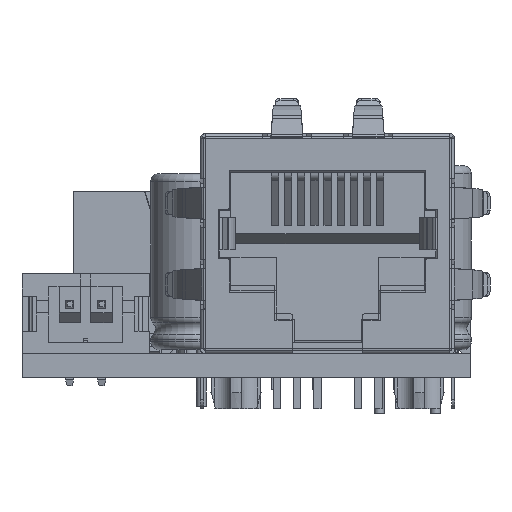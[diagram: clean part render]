
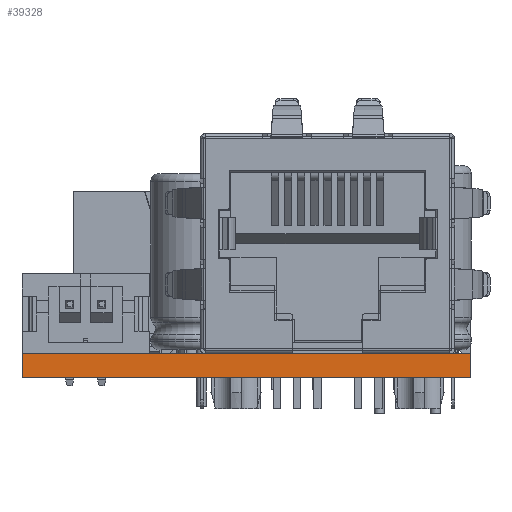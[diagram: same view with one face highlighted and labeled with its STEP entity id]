
A CAD part, front view. The second image highlights one B-rep face of the part: STEP entity #39328.
In plain terms, the highlighted planar face has unit normal (0, -1, 0).
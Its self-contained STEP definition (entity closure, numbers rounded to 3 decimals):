
#1328=PLANE('',#42114);
#2945=FACE_OUTER_BOUND('',#5147,.T.);
#5147=EDGE_LOOP('',(#27352,#27353,#27354,#27355));
#7476=LINE('',#55999,#12173);
#7489=LINE('',#56025,#12186);
#7490=LINE('',#56028,#12187);
#7491=LINE('',#56029,#12188);
#12173=VECTOR('',#45251,10.);
#12186=VECTOR('',#45276,10.);
#12187=VECTOR('',#45279,10.);
#12188=VECTOR('',#45280,10.);
#17695=VERTEX_POINT('',#55984);
#17702=VERTEX_POINT('',#55997);
#17709=VERTEX_POINT('',#56023);
#17710=VERTEX_POINT('',#56027);
#21478=EDGE_CURVE('',#17702,#17695,#7476,.T.);
#21491=EDGE_CURVE('',#17702,#17709,#7489,.T.);
#21492=EDGE_CURVE('',#17710,#17709,#7490,.T.);
#21493=EDGE_CURVE('',#17695,#17710,#7491,.T.);
#27352=ORIENTED_EDGE('',*,*,#21491,.T.);
#27353=ORIENTED_EDGE('',*,*,#21492,.F.);
#27354=ORIENTED_EDGE('',*,*,#21493,.F.);
#27355=ORIENTED_EDGE('',*,*,#21478,.F.);
#39328=ADVANCED_FACE('',(#2945),#1328,.T.);
#42114=AXIS2_PLACEMENT_3D('',#56026,#45277,#45278);
#45251=DIRECTION('',(-1.,0.,0.));
#45276=DIRECTION('',(0.,0.,1.));
#45277=DIRECTION('center_axis',(0.,-1.,0.));
#45278=DIRECTION('ref_axis',(1.,0.,0.));
#45279=DIRECTION('',(1.,0.,0.));
#45280=DIRECTION('',(0.,0.,1.));
#55984=CARTESIAN_POINT('',(-14.,-46.5,-0.75));
#55997=CARTESIAN_POINT('',(14.,-46.5,-0.75));
#55999=CARTESIAN_POINT('',(-14.,-46.5,-0.75));
#56023=CARTESIAN_POINT('',(14.,-46.5,0.75));
#56025=CARTESIAN_POINT('',(14.,-46.5,0.));
#56026=CARTESIAN_POINT('Origin',(-14.,-46.5,0.));
#56027=CARTESIAN_POINT('',(-14.,-46.5,0.75));
#56028=CARTESIAN_POINT('',(-14.,-46.5,0.75));
#56029=CARTESIAN_POINT('',(-14.,-46.5,0.));
